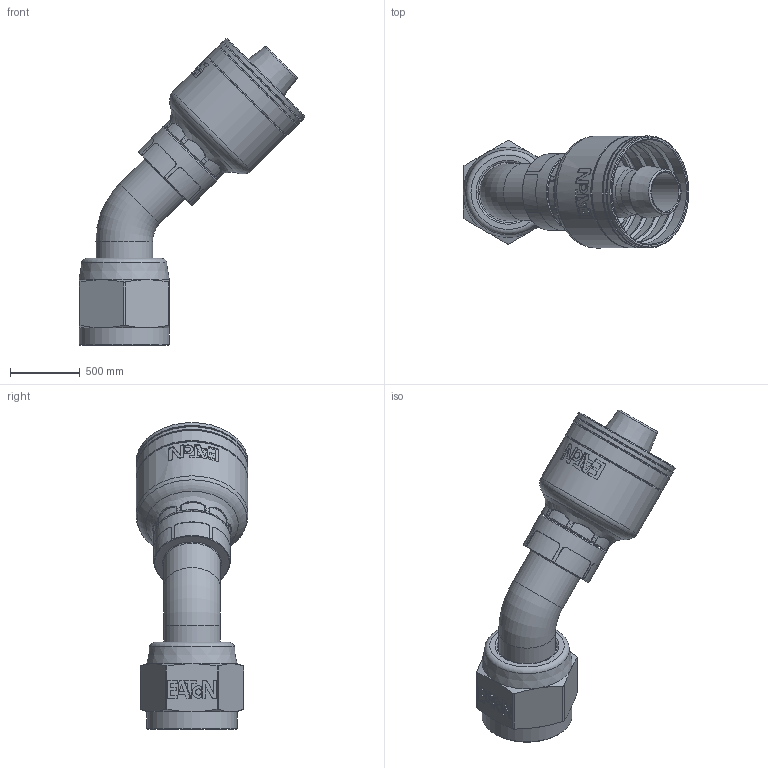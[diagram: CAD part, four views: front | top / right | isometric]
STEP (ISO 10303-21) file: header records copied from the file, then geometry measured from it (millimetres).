
FILE_DESCRIPTION((' '),'2;1');
FILE_NAME('Hydraulic Fitting Hose 12mm 45 DegreesFusionCopy.stp','2013-07-08T23:23:27',(' '),(' '),' ','ACIS',' ');
FILE_SCHEMA(('CONFIG_CONTROL_DESIGN'));
Length unit declared in the file: inch
Products named in the file (4): Hydraulic Fitting Hose 12mm 45 DegreesFusionCopy.stp; Body1; Body2; Body3
Assembly tree (3 placements, depth 2):
  Hydraulic Fitting Hose 12mm 45 DegreesFusionCopy.stp
    Body1
    Body2
    Body3
Bounding box: 1615.08 x 800.1 x 2193.26 mm (x, y, z)
Volume: 285724330.5 mm3; surface area: 11912881.3 mm2
Topology: 3 solids, 3 shells, 604 faces, 1636 edges, 1067 vertices
Faces by surface type: plane 390, cylinder 109, torus 40, bspline 36, cone 29
Full cylindrical faces by diameter (mm): 43.902 x2, 279.4 x2, 322.58 x4, 406.4 x2, 431.8 x1, 436.88 x1, 444.5 x1, 499.971 x1, 518.16 x5, 546.1 x1, 594.36 x1, 645.16 x1, 698.5 x1, 711.2 x3, 749.3 x4, 800.1 x4
Entity records: 23940 total; most frequent: CARTESIAN_POINT 8827, ORIENTED_EDGE 3034, DIRECTION 2956, EDGE_CURVE 1517, AXIS2_PLACEMENT_3D 1057, VERTEX_POINT 1047, VECTOR 842, LINE 842
